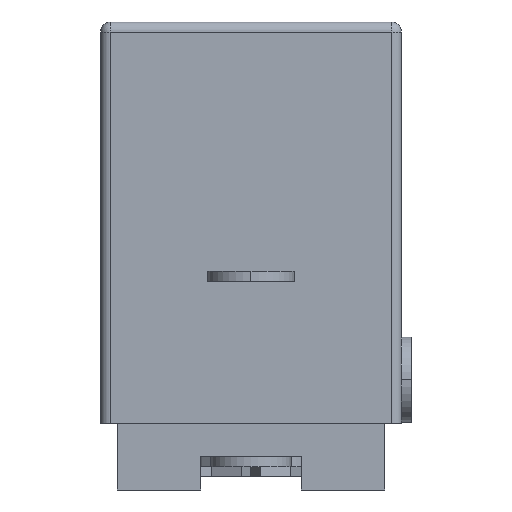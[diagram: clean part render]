
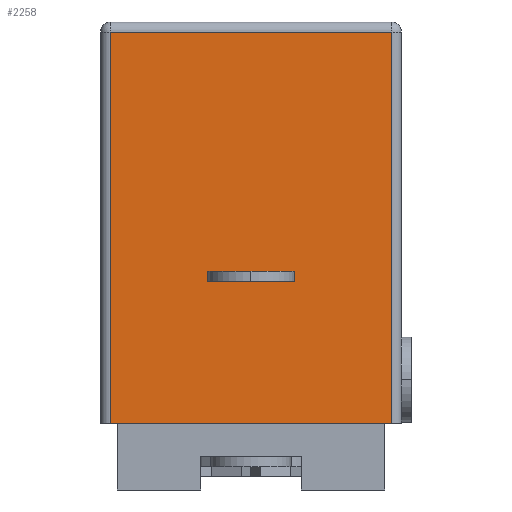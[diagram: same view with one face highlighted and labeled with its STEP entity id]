
A CAD part, front view. The second image highlights one B-rep face of the part: STEP entity #2258.
In plain terms, the highlighted planar face has unit normal (0, -1, 0).
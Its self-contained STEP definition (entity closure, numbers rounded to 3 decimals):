
#43 = EDGE_CURVE ( 'NONE', #239, #860, #1599, .T. ) ;
#239 = VERTEX_POINT ( 'NONE', #3180 ) ;
#245 = VECTOR ( 'NONE', #1936, 1000. ) ;
#274 = VERTEX_POINT ( 'NONE', #3356 ) ;
#277 = FACE_BOUND ( 'NONE', #1915, .T. ) ;
#295 = DIRECTION ( 'NONE',  ( 1., 0., 0. ) ) ;
#430 = CARTESIAN_POINT ( 'NONE',  ( -4.2, -6.5, -14. ) ) ;
#435 = CARTESIAN_POINT ( 'NONE',  ( -1.3, -6.5, -7.75 ) ) ;
#456 = CARTESIAN_POINT ( 'NONE',  ( -1.3, -6.5, -7.45 ) ) ;
#465 = VECTOR ( 'NONE', #694, 1000. ) ;
#479 = DIRECTION ( 'NONE',  ( -1., 0., 0. ) ) ;
#498 = VERTEX_POINT ( 'NONE', #1980 ) ;
#552 = ORIENTED_EDGE ( 'NONE', *, *, #679, .F. ) ;
#558 = EDGE_CURVE ( 'NONE', #239, #498, #2101, .T. ) ;
#600 = VERTEX_POINT ( 'NONE', #608 ) ;
#608 = CARTESIAN_POINT ( 'NONE',  ( 1.3, -6.5, -7.75 ) ) ;
#618 = CARTESIAN_POINT ( 'NONE',  ( -4.5, -6.5, -0.3 ) ) ;
#629 = VECTOR ( 'NONE', #479, 1000. ) ;
#677 = CARTESIAN_POINT ( 'NONE',  ( 1.3, -6.5, -7.75 ) ) ;
#679 = EDGE_CURVE ( 'NONE', #600, #274, #954, .T. ) ;
#694 = DIRECTION ( 'NONE',  ( 0., 0., 1. ) ) ;
#776 = ORIENTED_EDGE ( 'NONE', *, *, #1154, .F. ) ;
#860 = VERTEX_POINT ( 'NONE', #1538 ) ;
#917 = DIRECTION ( 'NONE',  ( 0., 0., -1. ) ) ;
#946 = LINE ( 'NONE', #430, #2089 ) ;
#954 = LINE ( 'NONE', #677, #465 ) ;
#979 = DIRECTION ( 'NONE',  ( 0., 0., 1. ) ) ;
#1013 = ORIENTED_EDGE ( 'NONE', *, *, #43, .T. ) ;
#1018 = ORIENTED_EDGE ( 'NONE', *, *, #558, .F. ) ;
#1102 = CARTESIAN_POINT ( 'NONE',  ( 4.2, -6.5, -14. ) ) ;
#1116 = FACE_OUTER_BOUND ( 'NONE', #1876, .T. ) ;
#1154 = EDGE_CURVE ( 'NONE', #2805, #2772, #3217, .T. ) ;
#1193 = EDGE_CURVE ( 'NONE', #2782, #498, #946, .T. ) ;
#1354 = CARTESIAN_POINT ( 'NONE',  ( -4.2, -6.5, -0.3 ) ) ;
#1387 = CARTESIAN_POINT ( 'NONE',  ( -1.3, -6.5, -7.75 ) ) ;
#1389 = LINE ( 'NONE', #456, #629 ) ;
#1464 = LINE ( 'NONE', #618, #3507 ) ;
#1538 = CARTESIAN_POINT ( 'NONE',  ( 4.2, -6.5, -0.3 ) ) ;
#1599 = LINE ( 'NONE', #1102, #1846 ) ;
#1603 = DIRECTION ( 'NONE',  ( 0., -1., 0. ) ) ;
#1721 = DIRECTION ( 'NONE',  ( 0., 0., -1. ) ) ;
#1728 = AXIS2_PLACEMENT_3D ( 'NONE', #1814, #1603, #295 ) ;
#1814 = CARTESIAN_POINT ( 'NONE',  ( -4.5, -6.5, -14. ) ) ;
#1846 = VECTOR ( 'NONE', #979, 1000. ) ;
#1876 = EDGE_LOOP ( 'NONE', ( #2930, #1018, #1013, #3010 ) ) ;
#1915 = EDGE_LOOP ( 'NONE', ( #3469, #776, #2916, #552 ) ) ;
#1936 = DIRECTION ( 'NONE',  ( -1., 0., 0. ) ) ;
#1980 = CARTESIAN_POINT ( 'NONE',  ( -4.2, -6.5, -12. ) ) ;
#1995 = CARTESIAN_POINT ( 'NONE',  ( 4.5, -6.5, -12. ) ) ;
#2005 = VECTOR ( 'NONE', #1721, 1000. ) ;
#2089 = VECTOR ( 'NONE', #917, 1000. ) ;
#2101 = LINE ( 'NONE', #1995, #245 ) ;
#2258 = ADVANCED_FACE ( 'NONE', ( #1116, #277 ), #3254, .T. ) ;
#2332 = EDGE_CURVE ( 'NONE', #2772, #600, #2529, .T. ) ;
#2464 = EDGE_CURVE ( 'NONE', #274, #2805, #1389, .T. ) ;
#2467 = CARTESIAN_POINT ( 'NONE',  ( -1.3, -6.5, -7.45 ) ) ;
#2529 = LINE ( 'NONE', #3526, #2627 ) ;
#2627 = VECTOR ( 'NONE', #3566, 1000. ) ;
#2772 = VERTEX_POINT ( 'NONE', #1387 ) ;
#2782 = VERTEX_POINT ( 'NONE', #1354 ) ;
#2805 = VERTEX_POINT ( 'NONE', #2467 ) ;
#2916 = ORIENTED_EDGE ( 'NONE', *, *, #2464, .F. ) ;
#2930 = ORIENTED_EDGE ( 'NONE', *, *, #1193, .T. ) ;
#3010 = ORIENTED_EDGE ( 'NONE', *, *, #3684, .T. ) ;
#3062 = DIRECTION ( 'NONE',  ( -1., 0., 0. ) ) ;
#3180 = CARTESIAN_POINT ( 'NONE',  ( 4.2, -6.5, -12. ) ) ;
#3217 = LINE ( 'NONE', #435, #2005 ) ;
#3254 = PLANE ( 'NONE',  #1728 ) ;
#3356 = CARTESIAN_POINT ( 'NONE',  ( 1.3, -6.5, -7.45 ) ) ;
#3469 = ORIENTED_EDGE ( 'NONE', *, *, #2332, .F. ) ;
#3507 = VECTOR ( 'NONE', #3062, 1000. ) ;
#3526 = CARTESIAN_POINT ( 'NONE',  ( -1.3, -6.5, -7.75 ) ) ;
#3566 = DIRECTION ( 'NONE',  ( 1., 0., 0. ) ) ;
#3684 = EDGE_CURVE ( 'NONE', #860, #2782, #1464, .T. ) ;
